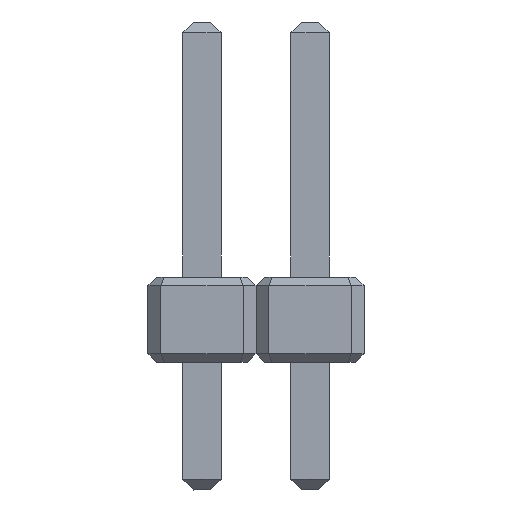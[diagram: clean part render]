
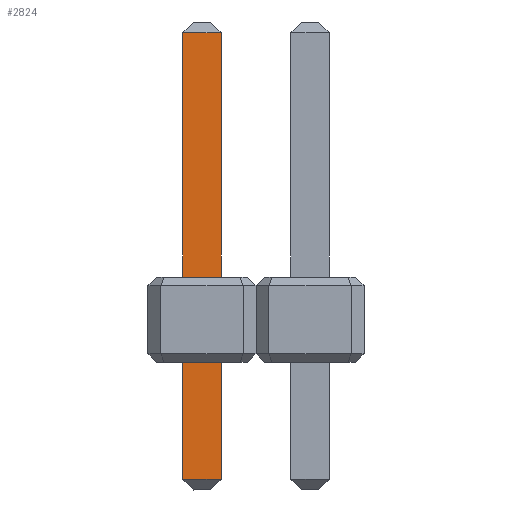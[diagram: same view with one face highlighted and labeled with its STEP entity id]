
A CAD part, left-side view. The second image highlights one B-rep face of the part: STEP entity #2824.
In plain terms, the highlighted face is planar.
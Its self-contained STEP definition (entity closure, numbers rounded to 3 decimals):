
#76 = DIRECTION ( 'NONE',  ( 0., 0., 1. ) ) ;
#102 = CARTESIAN_POINT ( 'NONE',  ( 0.45, 11., 0.45 ) ) ;
#237 = PLANE ( 'NONE',  #1575 ) ;
#287 = DIRECTION ( 'NONE',  ( -1., 0., 0. ) ) ;
#345 = ORIENTED_EDGE ( 'NONE', *, *, #1750, .F. ) ;
#405 = EDGE_CURVE ( 'NONE', #2756, #3209, #1086, .T. ) ;
#485 = FACE_OUTER_BOUND ( 'NONE', #836, .T. ) ;
#534 = VERTEX_POINT ( 'NONE', #1788 ) ;
#552 = CARTESIAN_POINT ( 'NONE',  ( 0.45, 10.75, 0.45 ) ) ;
#554 = EDGE_CURVE ( 'NONE', #534, #1689, #3324, .T. ) ;
#597 = ORIENTED_EDGE ( 'NONE', *, *, #554, .F. ) ;
#836 = EDGE_LOOP ( 'NONE', ( #597, #345, #2005, #1044 ) ) ;
#1044 = ORIENTED_EDGE ( 'NONE', *, *, #1385, .F. ) ;
#1086 = LINE ( 'NONE', #102, #1505 ) ;
#1210 = CARTESIAN_POINT ( 'NONE',  ( 0.45, 11., -0.45 ) ) ;
#1318 = LINE ( 'NONE', #1873, #1344 ) ;
#1344 = VECTOR ( 'NONE', #76, 1000. ) ;
#1385 = EDGE_CURVE ( 'NONE', #1689, #2756, #1318, .T. ) ;
#1398 = CARTESIAN_POINT ( 'NONE',  ( 0.45, 10.75, 0.45 ) ) ;
#1505 = VECTOR ( 'NONE', #2634, 1000. ) ;
#1575 = AXIS2_PLACEMENT_3D ( 'NONE', #1871, #287, #2154 ) ;
#1638 = DIRECTION ( 'NONE',  ( 0., 0., -1. ) ) ;
#1689 = VERTEX_POINT ( 'NONE', #2622 ) ;
#1750 = EDGE_CURVE ( 'NONE', #3209, #534, #1869, .T. ) ;
#1788 = CARTESIAN_POINT ( 'NONE',  ( 0.45, 10.75, -0.45 ) ) ;
#1869 = LINE ( 'NONE', #552, #2280 ) ;
#1871 = CARTESIAN_POINT ( 'NONE',  ( 0.45, 11., 0.45 ) ) ;
#1873 = CARTESIAN_POINT ( 'NONE',  ( 0.45, 0.25, 0.45 ) ) ;
#2005 = ORIENTED_EDGE ( 'NONE', *, *, #405, .F. ) ;
#2025 = CARTESIAN_POINT ( 'NONE',  ( 0.45, 0.25, 0.45 ) ) ;
#2154 = DIRECTION ( 'NONE',  ( 0., 0., 1. ) ) ;
#2280 = VECTOR ( 'NONE', #1638, 1000. ) ;
#2318 = DIRECTION ( 'NONE',  ( 0., -1., 0. ) ) ;
#2550 = VECTOR ( 'NONE', #2318, 1000. ) ;
#2622 = CARTESIAN_POINT ( 'NONE',  ( 0.45, 0.25, -0.45 ) ) ;
#2634 = DIRECTION ( 'NONE',  ( 0., 1., 0. ) ) ;
#2756 = VERTEX_POINT ( 'NONE', #2025 ) ;
#2824 = ADVANCED_FACE ( 'NONE', ( #485 ), #237, .F. ) ;
#3209 = VERTEX_POINT ( 'NONE', #1398 ) ;
#3324 = LINE ( 'NONE', #1210, #2550 ) ;
